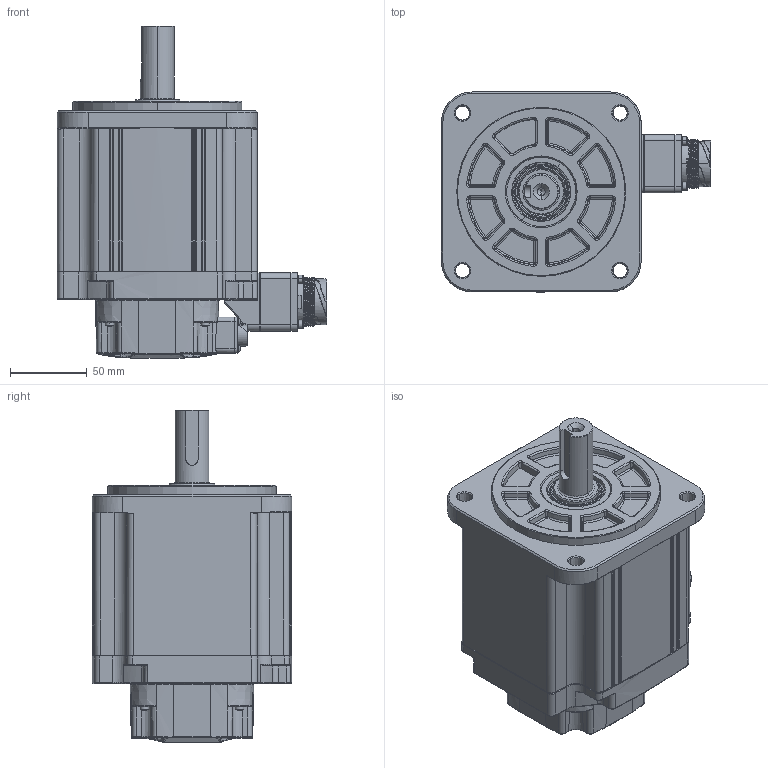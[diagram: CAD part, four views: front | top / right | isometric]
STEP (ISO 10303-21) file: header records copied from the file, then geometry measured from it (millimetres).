
FILE_DESCRIPTION (( 'STEP AP214' ), '1' );
FILE_NAME ('EM3G18D.STEP', '2023-11-17T02:07:18', ( '' ), ( '' ), 'SwSTEP 2.0', 'SolidWorks 2018', '' );
FILE_SCHEMA (( 'AUTOMOTIVE_DESIGN' ));
Length unit declared in the file: millimetre
Products named in the file (1): EM3G18D
Bounding box: 175.2 x 130 x 216 mm (x, y, z)
Surface area: 154258.6 mm2 (no closed solid volume)
Topology: 0 solids, 48 shells, 3375 faces, 8630 edges, 5472 vertices
Faces by surface type: plane 1316, cylinder 999, bspline 552, cone 257, torus 226, sphere 25
Entity records: 160370 total; most frequent: CARTESIAN_POINT 44201, ORIENTED_EDGE 16754, DIRECTION 15921, EDGE_CURVE 8532, AXIS2_PLACEMENT_3D 5856, VERTEX_POINT 5472, LINE 4209, VECTOR 4209
